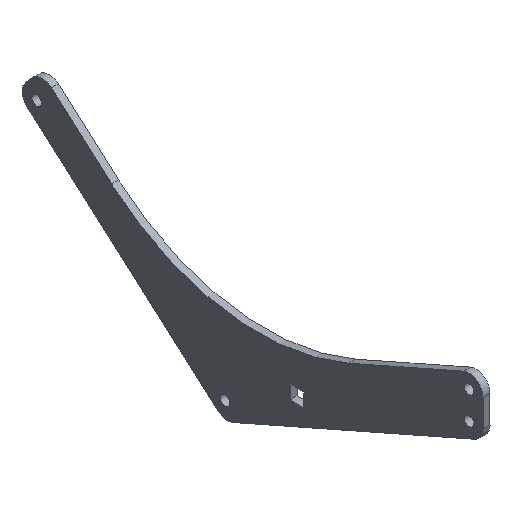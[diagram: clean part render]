
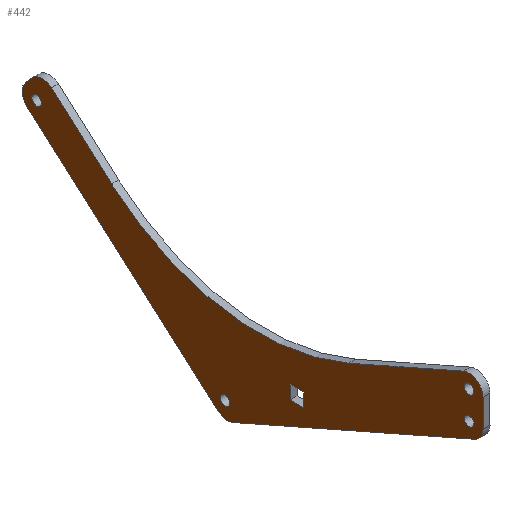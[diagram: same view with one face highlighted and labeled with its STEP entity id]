
A CAD part, isometric view. The second image highlights one B-rep face of the part: STEP entity #442.
In plain terms, the highlighted planar face has unit normal (-1, 0, 0).
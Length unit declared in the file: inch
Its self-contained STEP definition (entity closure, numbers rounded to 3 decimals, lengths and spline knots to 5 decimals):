
#20=FACE_BOUND('',#86,.T.);
#21=FACE_BOUND('',#87,.T.);
#22=FACE_BOUND('',#88,.T.);
#23=FACE_BOUND('',#89,.T.);
#24=FACE_BOUND('',#90,.T.);
#36=PLANE('',#506);
#58=FACE_OUTER_BOUND('',#85,.T.);
#85=EDGE_LOOP('',(#391,#392,#393,#394,#395,#396,#397,#398,#399,#400,#401,
#402));
#86=EDGE_LOOP('',(#403));
#87=EDGE_LOOP('',(#404));
#88=EDGE_LOOP('',(#405,#406,#407,#408));
#89=EDGE_LOOP('',(#409));
#90=EDGE_LOOP('',(#410));
#93=LINE('',#649,#133);
#97=LINE('',#657,#137);
#100=LINE('',#663,#140);
#103=LINE('',#668,#143);
#109=LINE('',#693,#149);
#113=LINE('',#705,#153);
#117=LINE('',#717,#157);
#121=LINE('',#729,#161);
#125=LINE('',#741,#165);
#129=LINE('',#752,#169);
#133=VECTOR('',#525,0.3937);
#137=VECTOR('',#531,0.3937);
#140=VECTOR('',#536,0.3937);
#143=VECTOR('',#541,0.3937);
#149=VECTOR('',#567,0.3937);
#153=VECTOR('',#579,0.3937);
#157=VECTOR('',#591,0.3937);
#161=VECTOR('',#603,0.3937);
#165=VECTOR('',#615,0.3937);
#169=VECTOR('',#627,0.3937);
#172=CIRCLE('',#467,0.086);
#174=CIRCLE('',#470,0.086);
#176=CIRCLE('',#477,0.086);
#178=CIRCLE('',#480,0.086);
#179=CIRCLE('',#482,0.25);
#181=CIRCLE('',#486,0.25);
#183=CIRCLE('',#490,0.25);
#185=CIRCLE('',#494,4.);
#187=CIRCLE('',#498,0.25);
#189=CIRCLE('',#502,0.25);
#192=VERTEX_POINT('',#637);
#194=VERTEX_POINT('',#643);
#195=VERTEX_POINT('',#647);
#196=VERTEX_POINT('',#648);
#199=VERTEX_POINT('',#656);
#201=VERTEX_POINT('',#662);
#204=VERTEX_POINT('',#673);
#206=VERTEX_POINT('',#679);
#207=VERTEX_POINT('',#683);
#208=VERTEX_POINT('',#684);
#211=VERTEX_POINT('',#692);
#213=VERTEX_POINT('',#698);
#215=VERTEX_POINT('',#704);
#217=VERTEX_POINT('',#710);
#219=VERTEX_POINT('',#716);
#221=VERTEX_POINT('',#722);
#223=VERTEX_POINT('',#728);
#225=VERTEX_POINT('',#734);
#227=VERTEX_POINT('',#740);
#229=VERTEX_POINT('',#746);
#233=EDGE_CURVE('',#192,#192,#172,.T.);
#236=EDGE_CURVE('',#194,#194,#174,.T.);
#237=EDGE_CURVE('',#195,#196,#93,.T.);
#241=EDGE_CURVE('',#199,#195,#97,.T.);
#244=EDGE_CURVE('',#201,#199,#100,.T.);
#247=EDGE_CURVE('',#196,#201,#103,.T.);
#251=EDGE_CURVE('',#204,#204,#176,.T.);
#254=EDGE_CURVE('',#206,#206,#178,.T.);
#255=EDGE_CURVE('',#207,#208,#179,.T.);
#259=EDGE_CURVE('',#211,#207,#109,.T.);
#262=EDGE_CURVE('',#213,#211,#181,.T.);
#265=EDGE_CURVE('',#215,#213,#113,.T.);
#268=EDGE_CURVE('',#217,#215,#183,.T.);
#271=EDGE_CURVE('',#219,#217,#117,.T.);
#274=EDGE_CURVE('',#221,#219,#185,.T.);
#277=EDGE_CURVE('',#223,#221,#121,.T.);
#280=EDGE_CURVE('',#225,#223,#187,.T.);
#283=EDGE_CURVE('',#227,#225,#125,.T.);
#286=EDGE_CURVE('',#229,#227,#189,.T.);
#289=EDGE_CURVE('',#208,#229,#129,.T.);
#391=ORIENTED_EDGE('',*,*,#289,.F.);
#392=ORIENTED_EDGE('',*,*,#255,.F.);
#393=ORIENTED_EDGE('',*,*,#259,.F.);
#394=ORIENTED_EDGE('',*,*,#262,.F.);
#395=ORIENTED_EDGE('',*,*,#265,.F.);
#396=ORIENTED_EDGE('',*,*,#268,.F.);
#397=ORIENTED_EDGE('',*,*,#271,.F.);
#398=ORIENTED_EDGE('',*,*,#274,.F.);
#399=ORIENTED_EDGE('',*,*,#277,.F.);
#400=ORIENTED_EDGE('',*,*,#280,.F.);
#401=ORIENTED_EDGE('',*,*,#283,.F.);
#402=ORIENTED_EDGE('',*,*,#286,.F.);
#403=ORIENTED_EDGE('',*,*,#254,.F.);
#404=ORIENTED_EDGE('',*,*,#251,.F.);
#405=ORIENTED_EDGE('',*,*,#247,.F.);
#406=ORIENTED_EDGE('',*,*,#237,.F.);
#407=ORIENTED_EDGE('',*,*,#241,.F.);
#408=ORIENTED_EDGE('',*,*,#244,.F.);
#409=ORIENTED_EDGE('',*,*,#236,.F.);
#410=ORIENTED_EDGE('',*,*,#233,.F.);
#442=ADVANCED_FACE('',(#58,#20,#21,#22,#23,#24),#36,.F.);
#467=AXIS2_PLACEMENT_3D('',#639,#514,#515);
#470=AXIS2_PLACEMENT_3D('',#645,#521,#522);
#477=AXIS2_PLACEMENT_3D('',#675,#548,#549);
#480=AXIS2_PLACEMENT_3D('',#681,#555,#556);
#482=AXIS2_PLACEMENT_3D('',#685,#559,#560);
#486=AXIS2_PLACEMENT_3D('',#699,#572,#573);
#490=AXIS2_PLACEMENT_3D('',#711,#584,#585);
#494=AXIS2_PLACEMENT_3D('',#723,#596,#597);
#498=AXIS2_PLACEMENT_3D('',#735,#608,#609);
#502=AXIS2_PLACEMENT_3D('',#747,#620,#621);
#506=AXIS2_PLACEMENT_3D('',#755,#631,#632);
#514=DIRECTION('center_axis',(-1.,0.,0.));
#515=DIRECTION('ref_axis',(0.,0.,1.));
#521=DIRECTION('center_axis',(-1.,0.,0.));
#522=DIRECTION('ref_axis',(0.,0.,1.));
#525=DIRECTION('',(0.,0.,1.));
#531=DIRECTION('',(0.,-1.,0.));
#536=DIRECTION('',(0.,0.,-1.));
#541=DIRECTION('',(0.,1.,0.));
#548=DIRECTION('center_axis',(-1.,0.,0.));
#549=DIRECTION('ref_axis',(0.,0.,1.));
#555=DIRECTION('center_axis',(-1.,0.,0.));
#556=DIRECTION('ref_axis',(0.,0.,1.));
#559=DIRECTION('center_axis',(1.,0.,0.));
#560=DIRECTION('ref_axis',(0.,-0.403,-0.915));
#567=DIRECTION('',(0.,0.915,-0.403));
#572=DIRECTION('center_axis',(1.,0.,0.));
#573=DIRECTION('ref_axis',(0.,-1.,0.));
#579=DIRECTION('',(0.,0.,-1.));
#584=DIRECTION('center_axis',(1.,0.,0.));
#585=DIRECTION('ref_axis',(0.,0.403,0.915));
#591=DIRECTION('',(0.,-0.915,0.403));
#596=DIRECTION('center_axis',(-1.,0.,0.));
#597=DIRECTION('ref_axis',(0.,0.403,0.915));
#603=DIRECTION('',(0.,-0.751,-0.661));
#608=DIRECTION('center_axis',(1.,0.,0.));
#609=DIRECTION('ref_axis',(0.,0.751,0.661));
#615=DIRECTION('',(0.,-0.661,0.751));
#620=DIRECTION('center_axis',(1.,0.,0.));
#621=DIRECTION('ref_axis',(0.,0.661,-0.751));
#627=DIRECTION('',(0.,0.751,0.661));
#631=DIRECTION('center_axis',(1.,0.,0.));
#632=DIRECTION('ref_axis',(0.,0.,-1.));
#637=CARTESIAN_POINT('',(0.,0.,-0.086));
#639=CARTESIAN_POINT('Origin',(0.,0.,0.));
#643=CARTESIAN_POINT('',(0.,7.758,0.5193));
#645=CARTESIAN_POINT('Origin',(0.,7.758,0.6053));
#647=CARTESIAN_POINT('',(0.,2.96318,-1.77385));
#648=CARTESIAN_POINT('',(0.,2.96318,-1.52585));
#649=CARTESIAN_POINT('',(0.,2.96318,-1.77385));
#656=CARTESIAN_POINT('',(0.,3.21118,-1.77385));
#657=CARTESIAN_POINT('',(0.,3.21118,-1.77385));
#662=CARTESIAN_POINT('',(0.,3.21118,-1.52585));
#663=CARTESIAN_POINT('',(0.,3.21118,-1.52585));
#668=CARTESIAN_POINT('',(0.,2.96318,-1.52585));
#673=CARTESIAN_POINT('',(0.,4.3794,-2.45309));
#675=CARTESIAN_POINT('Origin',(0.,4.3794,-2.36709));
#679=CARTESIAN_POINT('',(0.,0.,-0.586));
#681=CARTESIAN_POINT('Origin',(0.,0.,-0.5));
#683=CARTESIAN_POINT('',(0.,4.23337,-2.63581));
#684=CARTESIAN_POINT('',(0.,4.49918,-2.59468));
#685=CARTESIAN_POINT('Origin',(0.,4.33405,-2.40698));
#692=CARTESIAN_POINT('',(0.,-0.10068,-0.72883));
#693=CARTESIAN_POINT('',(0.,-0.10068,-0.72883));
#698=CARTESIAN_POINT('',(0.,-0.25,-0.5));
#699=CARTESIAN_POINT('Origin',(0.,0.,-0.5));
#704=CARTESIAN_POINT('',(0.,-0.25,0.));
#705=CARTESIAN_POINT('',(0.,-0.25,0.));
#710=CARTESIAN_POINT('',(0.,0.10068,0.22883));
#711=CARTESIAN_POINT('Origin',(0.,0.,0.));
#716=CARTESIAN_POINT('',(0.,2.16158,-0.67796));
#717=CARTESIAN_POINT('',(0.,2.16158,-0.67796));
#722=CARTESIAN_POINT('',(0.,6.41465,-0.0199));
#723=CARTESIAN_POINT('Origin',(0.,3.77253,2.9833));
#728=CARTESIAN_POINT('',(0.,7.49579,0.93124));
#729=CARTESIAN_POINT('',(0.,7.49579,0.93124));
#734=CARTESIAN_POINT('',(0.,7.84862,0.90868));
#735=CARTESIAN_POINT('Origin',(0.,7.66092,0.74354));
#740=CARTESIAN_POINT('',(0.,7.95953,0.7826));
#741=CARTESIAN_POINT('',(0.,7.95953,0.7826));
#746=CARTESIAN_POINT('',(0.,7.93697,0.42977));
#747=CARTESIAN_POINT('Origin',(0.,7.77183,0.61747));
#752=CARTESIAN_POINT('',(0.,4.49918,-2.59468));
#755=CARTESIAN_POINT('Origin',(0.,3.88592,-0.83172));
